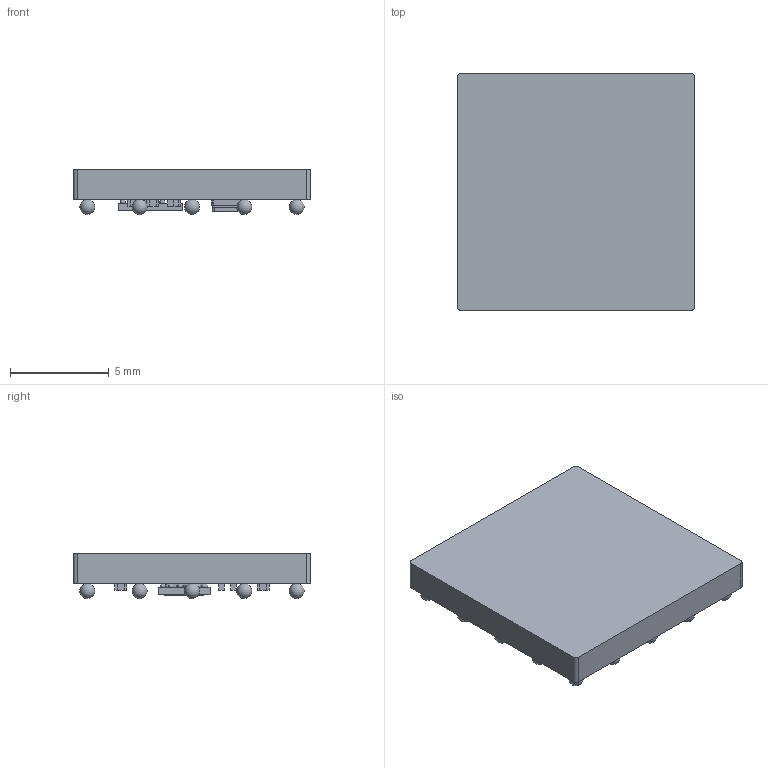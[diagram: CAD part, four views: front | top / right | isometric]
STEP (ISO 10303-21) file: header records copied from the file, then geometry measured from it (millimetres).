
FILE_DESCRIPTION(('Open CASCADE Model'),'2;1');
FILE_NAME('Open CASCADE Shape Model','2022-09-22T14:56:39',('Author'),( 'Open CASCADE'),'Open CASCADE STEP processor 7.5','Open CASCADE 7.5' ,'Unknown');
FILE_SCHEMA(('AUTOMOTIVE_DESIGN { 1 0 10303 214 1 1 1 1 }'));
Length unit declared in the file: millimetre
Products named in the file (46): PCB; Board; Open CASCADE STEP translator 7.5 10.1.1; PD10; 6161418656; Sphere; PD4; PD7; PD15; U1; 6161418256; 6161418096; Extruded; C5; 6161414096; 6161413936; C6; PD16; PD5; PD13; PD9; PD8; 6161412016; PD6; PD11; PD3; PD14; PD2; PD1; PD12; C3; Y1; 200476; R4; 6161414496; 6161414256; R3; C4; C2; C1
Assembly tree (122 placements, depth 4):
  PCB
    Board
      Open CASCADE STEP translator 7.5 10.1.1
    PD10
      6161418656
        Sphere
    PD4
      6161418656
        Sphere
    PD7
      6161418656
        Sphere
    PD15
      6161418656
        Sphere
    U1
      6161418256  x44
        Sphere
      6161418096
        Extruded
    C5
      6161414096
        Extruded
      6161413936  x2
        Extruded
    C6
      6161414096
        Extruded
      6161413936  x2
        Extruded
    PD16
      6161418656
        Sphere
    PD5
      6161418656
        Sphere
    PD13
      6161418656
        Sphere
    PD9
      6161418656
        Sphere
    PD8
      6161412016
        Sphere
    PD6
      6161412016
        Sphere
    PD11
      6161418656
        Sphere
    PD3
      6161418656
        Sphere
    PD14
      6161418656
        Sphere
    PD2
      6161418656
        Sphere
Bounding box: 12 x 12 x 2.29 mm (x, y, z)
Volume: 229.3 mm3; surface area: 453.2 mm2
Topology: 92 solids, 92 shells, 439 faces, 1089 edges, 726 vertices
Faces by surface type: plane 310, sphere 60, cylinder 36, bspline 33
Entity records: 12104 total; most frequent: CARTESIAN_POINT 3912, DIRECTION 1379, ORIENTED_EDGE 1338, EDGE_CURVE 669, LINE 531, VECTOR 531, VERTEX_POINT 449, AXIS2_PLACEMENT_3D 424
